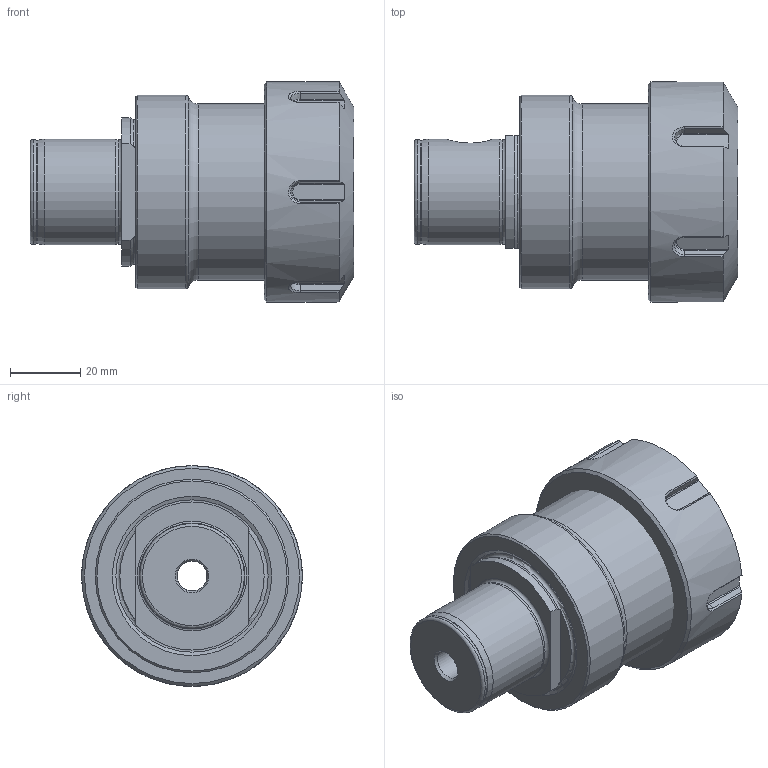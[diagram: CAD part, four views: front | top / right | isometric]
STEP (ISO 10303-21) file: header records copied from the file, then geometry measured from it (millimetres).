
FILE_DESCRIPTION (( 'STEP AP214' ), '1' );
FILE_NAME ('MB5.E40.K01.062.STEP', '2021-02-16T11:24:51', ( '' ), ( '' ), 'SwSTEP 2.0', 'SolidWorks 2017', '' );
FILE_SCHEMA (( 'AUTOMOTIVE_DESIGN' ));
Length unit declared in the file: millimetre
Products named in the file (3): E40-ER1.001.025; MB5-E40.K01.062_D; MB5.E40.K01.062
Assembly tree (2 placements, depth 2):
  MB5.E40.K01.062
    MB5-E40.K01.062_D
    E40-ER1.001.025
Bounding box: 92 x 62.7 x 62.7 mm (x, y, z)
Volume: 118302.7 mm3; surface area: 32517.5 mm2
Topology: 2 solids, 2 shells, 118 faces, 283 edges, 172 vertices
Faces by surface type: plane 59, cone 35, cylinder 14, torus 10
Full cylindrical faces by diameter (mm): 8 x1, 8.5 x1, 30 x1, 30.5 x1, 33.5 x1, 48.5 x1, 50 x1, 50.5 x1, 55 x1, 62.7 x1
Entity records: 4692 total; most frequent: CARTESIAN_POINT 1153, DIRECTION 510, ORIENTED_EDGE 488, EDGE_CURVE 244, AXIS2_PLACEMENT_3D 205, VERTEX_POINT 166, EDGE_LOOP 160, FACE_OUTER_BOUND 136
